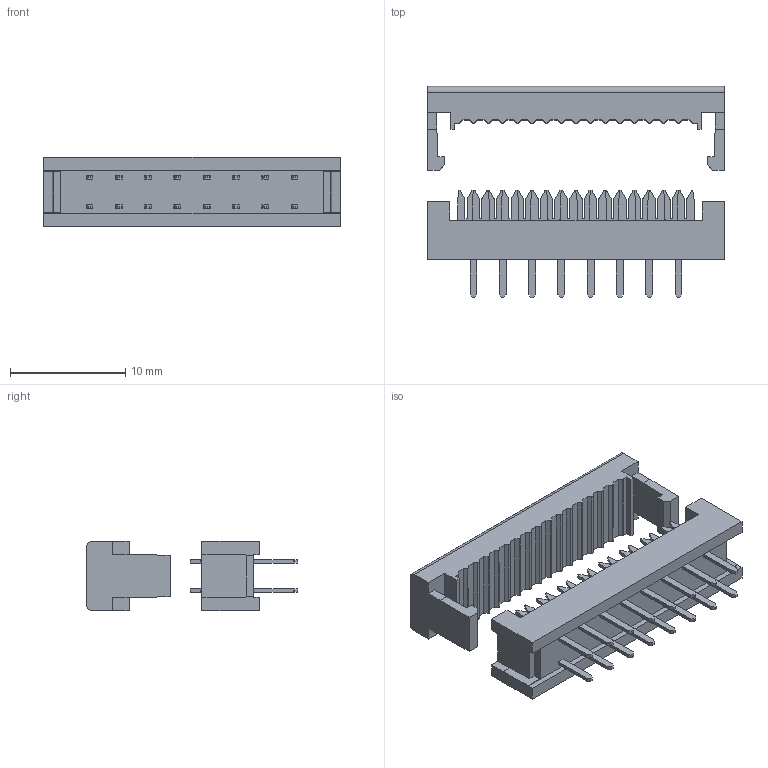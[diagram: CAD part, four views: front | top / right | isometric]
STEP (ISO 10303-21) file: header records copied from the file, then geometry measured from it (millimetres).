
FILE_DESCRIPTION(('STEP AP214'),'1');
FILE_NAME('connector_awlp16_3_2t.stp','2015-04-21T10:40:17',('TraceParts'),('TraceParts S.A.'),'XStep 1.0',' ',' ');
FILE_SCHEMA(('automotive_design'));
Length unit declared in the file: millimetre
Products named in the file (2): 1; 2
Bounding box: 25.72 x 18.3 x 6 mm (x, y, z)
Volume: 988.4 mm3; surface area: 1466.5 mm2
Topology: 2 solids, 2 shells, 618 faces, 1746 edges, 1164 vertices
Faces by surface type: plane 439, cylinder 179
Entity records: 39453 total; most frequent: CARTESIAN_POINT 3530, STYLED_ITEM 3528, PRESENTATION_STYLE_ASSIGNMENT 3528, COLOUR_RGB 3528, ORIENTED_EDGE 3492, DIRECTION 3344, EDGE_CURVE 1746, CURVE_STYLE 1746
